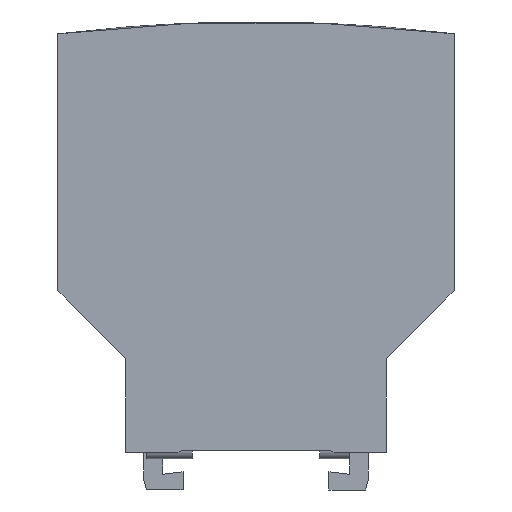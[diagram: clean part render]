
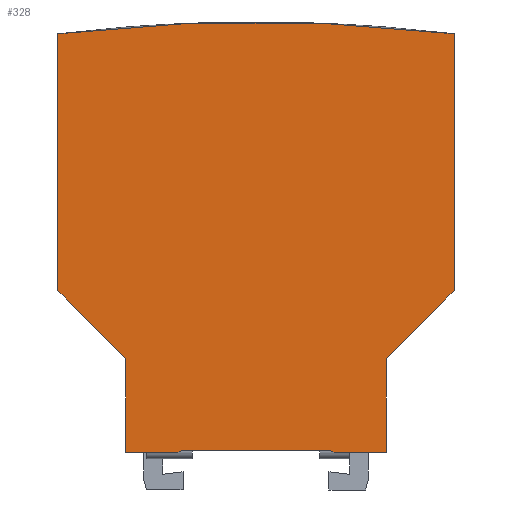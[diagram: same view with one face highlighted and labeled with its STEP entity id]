
A CAD part, left-side view. The second image highlights one B-rep face of the part: STEP entity #328.
In plain terms, the highlighted planar face has unit normal (-1, 0, 0).
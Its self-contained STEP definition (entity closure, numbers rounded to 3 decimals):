
#328 = ADVANCED_FACE( '', ( #864 ), #865, .F. );
#864 = FACE_OUTER_BOUND( '', #1401, .T. );
#865 = PLANE( '', #1402 );
#1401 = EDGE_LOOP( '', ( #3544, #3545, #3546, #3547, #3548, #3549, #3550, #3551, #3552, #3553, #3554, #3555 ) );
#1402 = AXIS2_PLACEMENT_3D( '', #3556, #3557, #3558 );
#3544 = ORIENTED_EDGE( '', *, *, #3824, .F. );
#3545 = ORIENTED_EDGE( '', *, *, #3756, .F. );
#3546 = ORIENTED_EDGE( '', *, *, #4274, .F. );
#3547 = ORIENTED_EDGE( '', *, *, #4272, .F. );
#3548 = ORIENTED_EDGE( '', *, *, #3883, .F. );
#3549 = ORIENTED_EDGE( '', *, *, #4249, .F. );
#3550 = ORIENTED_EDGE( '', *, *, #4255, .F. );
#3551 = ORIENTED_EDGE( '', *, *, #4266, .F. );
#3552 = ORIENTED_EDGE( '', *, *, #4257, .F. );
#3553 = ORIENTED_EDGE( '', *, *, #4260, .F. );
#3554 = ORIENTED_EDGE( '', *, *, #4136, .F. );
#3555 = ORIENTED_EDGE( '', *, *, #4130, .F. );
#3556 = CARTESIAN_POINT( '', ( -18., 0., 0. ) );
#3557 = DIRECTION( '', ( 1., 0., 0. ) );
#3558 = DIRECTION( '', ( 0., 0., -1. ) );
#3756 = EDGE_CURVE( '', #4593, #4594, #4595, .T. );
#3824 = EDGE_CURVE( '', #4594, #4699, #4700, .T. );
#3883 = EDGE_CURVE( '', #4802, #4804, #4805, .T. );
#4130 = EDGE_CURVE( '', #4699, #5212, #5213, .T. );
#4136 = EDGE_CURVE( '', #5212, #5222, #5223, .T. );
#4249 = EDGE_CURVE( '', #5413, #4802, #5415, .T. );
#4255 = EDGE_CURVE( '', #5422, #5413, #5424, .T. );
#4257 = EDGE_CURVE( '', #5425, #5427, #5428, .T. );
#4260 = EDGE_CURVE( '', #5222, #5425, #5431, .T. );
#4266 = EDGE_CURVE( '', #5427, #5422, #5438, .T. );
#4272 = EDGE_CURVE( '', #4804, #5445, #5446, .T. );
#4274 = EDGE_CURVE( '', #5445, #4593, #5448, .T. );
#4593 = VERTEX_POINT( '', #6707 );
#4594 = VERTEX_POINT( '', #6708 );
#4595 = CIRCLE( '', #6709, 160. );
#4699 = VERTEX_POINT( '', #7027 );
#4700 = LINE( '', #7028, #7029 );
#4802 = VERTEX_POINT( '', #7188 );
#4804 = VERTEX_POINT( '', #7191 );
#4805 = LINE( '', #7192, #7193 );
#5212 = VERTEX_POINT( '', #7846 );
#5213 = LINE( '', #7847, #7848 );
#5222 = VERTEX_POINT( '', #7862 );
#5223 = LINE( '', #7863, #7864 );
#5413 = VERTEX_POINT( '', #8161 );
#5415 = LINE( '', #8164, #8165 );
#5422 = VERTEX_POINT( '', #8176 );
#5424 = LINE( '', #8179, #8180 );
#5425 = VERTEX_POINT( '', #8181 );
#5427 = VERTEX_POINT( '', #8184 );
#5428 = LINE( '', #8185, #8186 );
#5431 = LINE( '', #8191, #8192 );
#5438 = LINE( '', #8204, #8205 );
#5445 = VERTEX_POINT( '', #8217 );
#5446 = LINE( '', #8218, #8219 );
#5448 = LINE( '', #8222, #8223 );
#6707 = CARTESIAN_POINT( '', ( -18., 19., 39.968 ) );
#6708 = CARTESIAN_POINT( '', ( -18., -19., 39.968 ) );
#6709 = AXIS2_PLACEMENT_3D( '', #8454, #8455, #8456 );
#7027 = CARTESIAN_POINT( '', ( -18., -19., 15.3 ) );
#7028 = CARTESIAN_POINT( '', ( -18., -19., 39.968 ) );
#7029 = VECTOR( '', #8540, 1. );
#7188 = CARTESIAN_POINT( '', ( -18., 12.5, -0.2 ) );
#7191 = CARTESIAN_POINT( '', ( -18., 12.5, 8.8 ) );
#7192 = CARTESIAN_POINT( '', ( -18., 12.5, -0.2 ) );
#7193 = VECTOR( '', #8599, 1. );
#7846 = CARTESIAN_POINT( '', ( -18., -12.5, 8.8 ) );
#7847 = CARTESIAN_POINT( '', ( -18., -19., 15.3 ) );
#7848 = VECTOR( '', #8846, 1. );
#7862 = CARTESIAN_POINT( '', ( -18., -12.5, -0.2 ) );
#7863 = CARTESIAN_POINT( '', ( -18., -12.5, 8.8 ) );
#7864 = VECTOR( '', #8852, 1. );
#8161 = CARTESIAN_POINT( '', ( -18., 7.5, -0.2 ) );
#8164 = CARTESIAN_POINT( '', ( -18., 7.5, -0.2 ) );
#8165 = VECTOR( '', #8973, 1. );
#8176 = CARTESIAN_POINT( '', ( -18., 7.154, 0. ) );
#8179 = CARTESIAN_POINT( '', ( -18., 7.154, 0. ) );
#8180 = VECTOR( '', #8979, 1. );
#8181 = CARTESIAN_POINT( '', ( -18., -7.5, -0.2 ) );
#8184 = CARTESIAN_POINT( '', ( -18., -7.154, 0. ) );
#8185 = CARTESIAN_POINT( '', ( -18., -7.5, -0.2 ) );
#8186 = VECTOR( '', #8981, 1. );
#8191 = CARTESIAN_POINT( '', ( -18., -12.5, -0.2 ) );
#8192 = VECTOR( '', #8984, 1. );
#8204 = CARTESIAN_POINT( '', ( -18., -7.154, 0. ) );
#8205 = VECTOR( '', #8990, 1. );
#8217 = CARTESIAN_POINT( '', ( -18., 19., 15.3 ) );
#8218 = CARTESIAN_POINT( '', ( -18., 12.5, 8.8 ) );
#8219 = VECTOR( '', #8996, 1. );
#8222 = CARTESIAN_POINT( '', ( -18., 19., 15.3 ) );
#8223 = VECTOR( '', #8998, 1. );
#8454 = CARTESIAN_POINT( '', ( -18., 0., -118.9 ) );
#8455 = DIRECTION( '', ( 1., 0., 0. ) );
#8456 = DIRECTION( '', ( 0., 0.119, 0.993 ) );
#8540 = DIRECTION( '', ( 0., 0., -1. ) );
#8599 = DIRECTION( '', ( 0., 0., 1. ) );
#8846 = DIRECTION( '', ( 0., 0.707, -0.707 ) );
#8852 = DIRECTION( '', ( 0., 0., -1. ) );
#8973 = DIRECTION( '', ( 0., 1., 0. ) );
#8979 = DIRECTION( '', ( 0., 0.866, -0.5 ) );
#8981 = DIRECTION( '', ( 0., 0.866, 0.5 ) );
#8984 = DIRECTION( '', ( 0., 1., 0. ) );
#8990 = DIRECTION( '', ( 0., 1., 0. ) );
#8996 = DIRECTION( '', ( 0., 0.707, 0.707 ) );
#8998 = DIRECTION( '', ( 0., 0., 1. ) );
